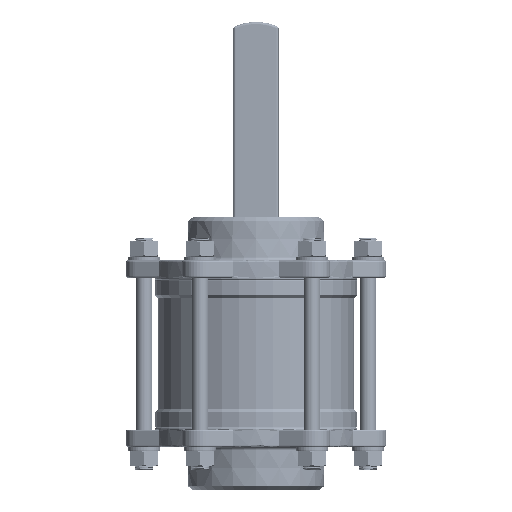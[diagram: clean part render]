
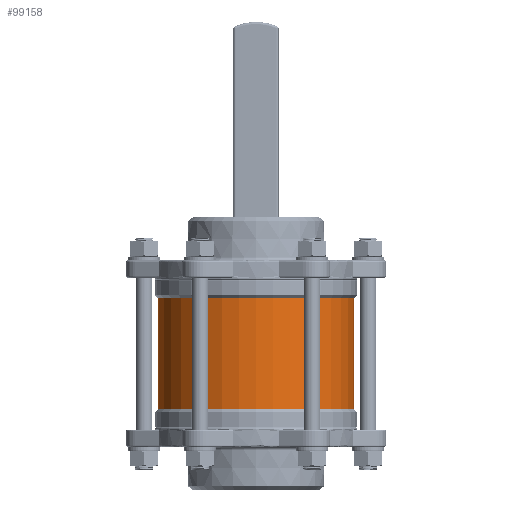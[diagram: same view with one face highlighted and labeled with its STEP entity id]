
A CAD part, front view. The second image highlights one B-rep face of the part: STEP entity #99158.
In plain terms, the highlighted cylindrical face has radius 82.75 mm (diameter 165.5 mm), a partial arc.
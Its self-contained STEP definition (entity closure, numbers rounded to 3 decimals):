
#55147 = CARTESIAN_POINT ( 'NONE',  ( 82.75, 0., -47. ) ) ;
#55236 = CARTESIAN_POINT ( 'NONE',  ( 82.75, 0., 47. ) ) ;
#55237 = DIRECTION ( 'NONE',  ( 1., 0., 0. ) ) ;
#55238 = DIRECTION ( 'NONE',  ( 0., 0., 1. ) ) ;
#55239 = CARTESIAN_POINT ( 'NONE',  ( 0., 0., 47. ) ) ;
#55240 = AXIS2_PLACEMENT_3D ( 'NONE', #55239, #55238, #55237 ) ;
#55249 = CIRCLE ( 'NONE', #55240, 82.75 ) ;
#55317 = CARTESIAN_POINT ( 'NONE',  ( -82.75, 0., 47. ) ) ;
#55358 = CARTESIAN_POINT ( 'NONE',  ( -82.75, 0., -47. ) ) ;
#55359 = DIRECTION ( 'NONE',  ( 1., 0., 0. ) ) ;
#55360 = DIRECTION ( 'NONE',  ( 0., 0., 1. ) ) ;
#55361 = AXIS2_PLACEMENT_3D ( 'NONE', #55371, #55360, #55359 ) ;
#55362 = CIRCLE ( 'NONE', #55361, 82.75 ) ;
#55371 = CARTESIAN_POINT ( 'NONE',  ( 0., 0., -47. ) ) ;
#55388 = DIRECTION ( 'NONE',  ( 0., 0., 1. ) ) ;
#55390 = VECTOR ( 'NONE', #55388, 1000. ) ;
#55391 = CARTESIAN_POINT ( 'NONE',  ( 82.75, 0., 0. ) ) ;
#55394 = DIRECTION ( 'NONE',  ( 1., 0., 0. ) ) ;
#55395 = DIRECTION ( 'NONE',  ( 0., 0., 1. ) ) ;
#55396 = CARTESIAN_POINT ( 'NONE',  ( 0., 0., 0. ) ) ;
#55397 = AXIS2_PLACEMENT_3D ( 'NONE', #55396, #55395, #55394 ) ;
#55398 = LINE ( 'NONE', #55391, #55390 ) ;
#55403 = CYLINDRICAL_SURFACE ( 'NONE', #55397, 82.75 ) ;
#55409 = FACE_OUTER_BOUND ( 'NONE', #99185, .T. ) ;
#55501 = DIRECTION ( 'NONE',  ( 0., 0., 1. ) ) ;
#55502 = VECTOR ( 'NONE', #55501, 1000. ) ;
#55503 = CARTESIAN_POINT ( 'NONE',  ( -82.75, 0., 0. ) ) ;
#55504 = LINE ( 'NONE', #55503, #55502 ) ;
#99087 = VERTEX_POINT ( 'NONE', #55147 ) ;
#99114 = EDGE_CURVE ( 'NONE', #99121, #99115, #55249, .T. ) ;
#99115 = VERTEX_POINT ( 'NONE', #55236 ) ;
#99121 = VERTEX_POINT ( 'NONE', #55317 ) ;
#99138 = EDGE_CURVE ( 'NONE', #99139, #99087, #55362, .T. ) ;
#99139 = VERTEX_POINT ( 'NONE', #55358 ) ;
#99158 = ADVANCED_FACE ( 'NONE', ( #55409 ), #55403, .T. ) ;
#99159 = ORIENTED_EDGE ( 'NONE', *, *, #99181, .F. ) ;
#99160 = ORIENTED_EDGE ( 'NONE', *, *, #99138, .T. ) ;
#99161 = ORIENTED_EDGE ( 'NONE', *, *, #99162, .T. ) ;
#99162 = EDGE_CURVE ( 'NONE', #99087, #99115, #55398, .T. ) ;
#99163 = ORIENTED_EDGE ( 'NONE', *, *, #99114, .F. ) ;
#99181 = EDGE_CURVE ( 'NONE', #99139, #99121, #55504, .T. ) ;
#99185 = EDGE_LOOP ( 'NONE', ( #99159, #99160, #99161, #99163 ) ) ;
